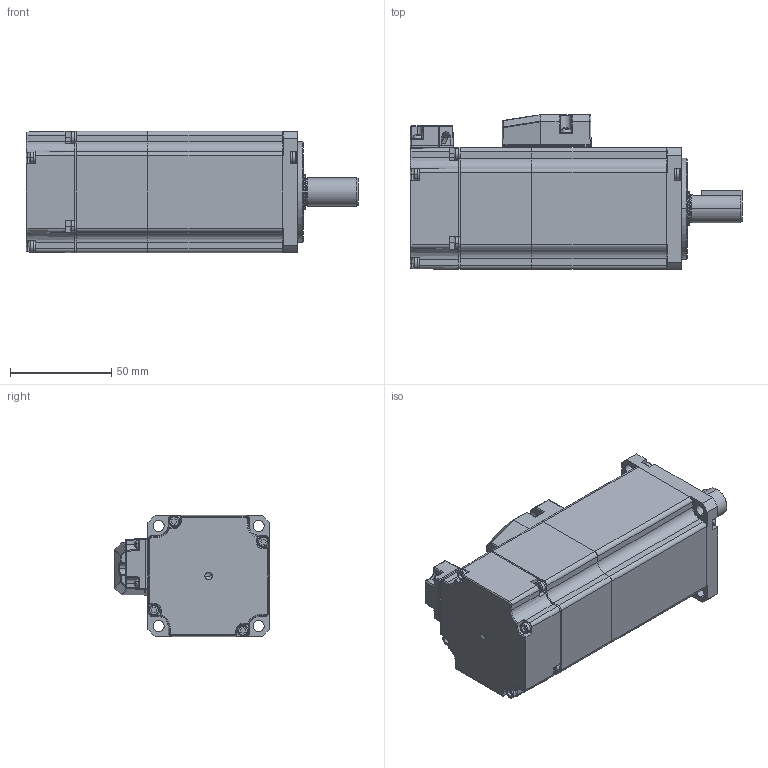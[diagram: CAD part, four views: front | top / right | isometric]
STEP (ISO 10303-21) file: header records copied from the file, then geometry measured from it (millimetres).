
FILE_DESCRIPTION (( 'STEP AP203' ), '1' );
FILE_NAME ('EM1-400W-B-K.STEP', '2019-10-09T02:40:10', ( '' ), ( '' ), 'SwSTEP 2.0', 'SolidWorks 2015', '' );
FILE_SCHEMA (( 'CONFIG_CONTROL_DESIGN' ));
Length unit declared in the file: millimetre
Products named in the file (1): EM1-400W-B-K
Bounding box: 164.2 x 76.55 x 60.1 mm (x, y, z)
Surface area: 54024.5 mm2 (no closed solid volume)
Topology: 0 solids, 36 shells, 691 faces, 2242 edges, 1534 vertices
Faces by surface type: plane 322, cylinder 213, cone 69, torus 44, sphere 37, bspline 6
Entity records: 26237 total; most frequent: CARTESIAN_POINT 6644, DIRECTION 4253, ORIENTED_EDGE 3686, EDGE_CURVE 2202, VERTEX_POINT 1522, AXIS2_PLACEMENT_3D 1521, VECTOR 1211, LINE 1211
